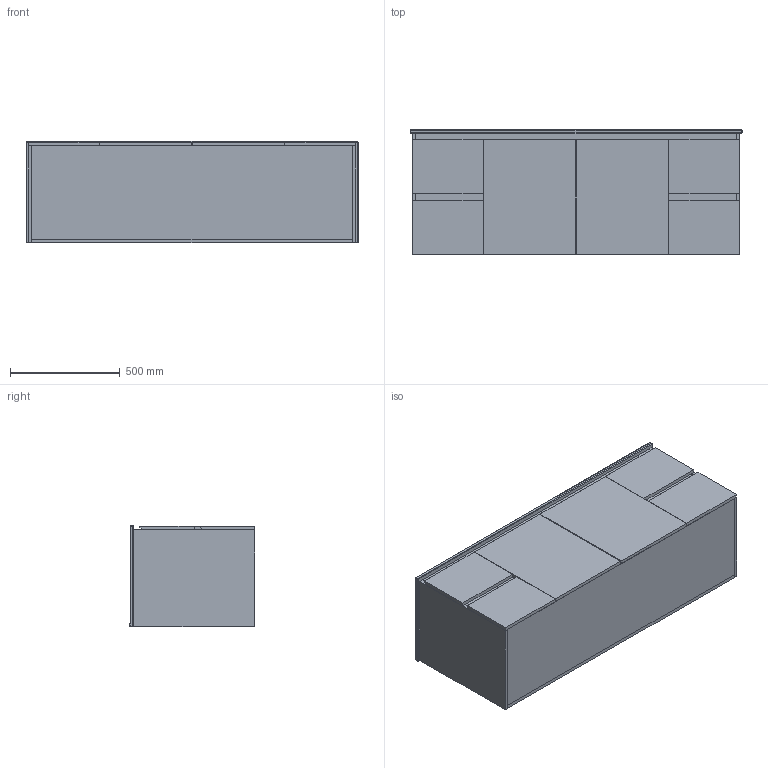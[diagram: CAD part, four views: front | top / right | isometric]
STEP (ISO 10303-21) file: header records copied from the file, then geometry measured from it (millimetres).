
FILE_DESCRIPTION (( 'STEP AP214' ), '1' );
FILE_NAME ('FD Ceramic 1500 WH ASSEM.STEP', '2019-03-06T04:54:44', ( '' ), ( '' ), 'SwSTEP 2.0', 'SolidWorks 2015', '' );
FILE_SCHEMA (( 'AUTOMOTIVE_DESIGN' ));
Length unit declared in the file: millimetre
Products named in the file (5): FD Ceramic 1500 WH; FD Ceramic 1500 WH ASSEM; 1500C Spirit top ASSEM; CERAMIC OVERFLOW COVER; 1500 Spirit top
Assembly tree (4 placements, depth 3):
  FD Ceramic 1500 WH ASSEM
    FD Ceramic 1500 WH
    1500C Spirit top ASSEM
      1500 Spirit top
      CERAMIC OVERFLOW COVER
Bounding box: 1510 x 569 x 460 mm (x, y, z)
Volume: 67894947.7 mm3; surface area: 8926582.2 mm2
Topology: 13 solids, 13 shells, 170 faces, 373 edges, 223 vertices
Faces by surface type: plane 116, cylinder 30, sphere 10, torus 8, bspline 6
Entity records: 5379 total; most frequent: CARTESIAN_POINT 1078, DIRECTION 779, ORIENTED_EDGE 726, EDGE_CURVE 363, LINE 267, VECTOR 267, AXIS2_PLACEMENT_3D 256, VERTEX_POINT 223
